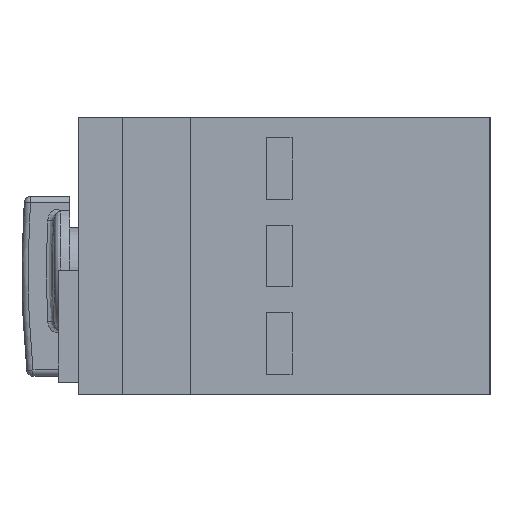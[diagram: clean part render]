
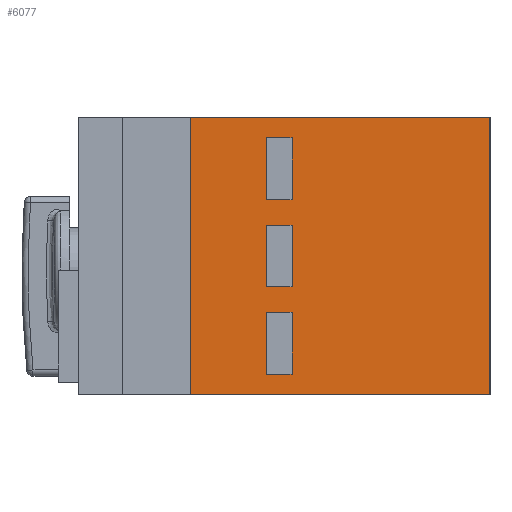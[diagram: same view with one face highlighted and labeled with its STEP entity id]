
A CAD part, left-side view. The second image highlights one B-rep face of the part: STEP entity #6077.
In plain terms, the highlighted planar face has unit normal (-1, 0, 0).
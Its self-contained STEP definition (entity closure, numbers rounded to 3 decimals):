
#4246=CARTESIAN_POINT('',(-44.95,27.45,-9.1));
#4247=VERTEX_POINT('',#4246);
#4255=CARTESIAN_POINT('',(-44.95,27.45,-19.1));
#4256=VERTEX_POINT('',#4255);
#4263=CARTESIAN_POINT('',(-44.95,27.45,-9.1));
#4264=DIRECTION('',(0.0,0.0,-1.0));
#4265=VECTOR('',#4264,10.);
#4266=LINE('',#4263,#4265);
#4267=EDGE_CURVE('',#4247,#4256,#4266,.T.);
#4279=CARTESIAN_POINT('',(-44.95,31.6,-19.1));
#4280=VERTEX_POINT('',#4279);
#4287=CARTESIAN_POINT('',(-44.95,27.45,-19.1));
#4288=DIRECTION('',(0.0,1.0,0.0));
#4289=VECTOR('',#4288,4.15);
#4290=LINE('',#4287,#4289);
#4291=EDGE_CURVE('',#4256,#4280,#4290,.T.);
#4303=CARTESIAN_POINT('',(-44.95,31.6,-9.1));
#4304=VERTEX_POINT('',#4303);
#4311=CARTESIAN_POINT('',(-44.95,31.6,-19.1));
#4312=DIRECTION('',(0.0,0.0,1.0));
#4313=VECTOR('',#4312,10.0);
#4314=LINE('',#4311,#4313);
#4315=EDGE_CURVE('',#4280,#4304,#4314,.T.);
#4331=CARTESIAN_POINT('',(-44.95,31.6,-9.1));
#4332=DIRECTION('',(0.0,-1.0,0.0));
#4333=VECTOR('',#4332,4.15);
#4334=LINE('',#4331,#4333);
#4335=EDGE_CURVE('',#4304,#4247,#4334,.T.);
#4413=CARTESIAN_POINT('',(-44.95,27.45,-5.0));
#4414=VERTEX_POINT('',#4413);
#4422=CARTESIAN_POINT('',(-44.95,31.6,-5.0));
#4423=VERTEX_POINT('',#4422);
#4430=CARTESIAN_POINT('',(-44.95,27.45,-5.0));
#4431=DIRECTION('',(0.0,1.0,0.0));
#4432=VECTOR('',#4431,4.15);
#4433=LINE('',#4430,#4432);
#4434=EDGE_CURVE('',#4414,#4423,#4433,.T.);
#4446=CARTESIAN_POINT('',(-44.95,31.6,5.0));
#4447=VERTEX_POINT('',#4446);
#4454=CARTESIAN_POINT('',(-44.95,31.6,-5.0));
#4455=DIRECTION('',(0.0,0.0,1.0));
#4456=VECTOR('',#4455,10.0);
#4457=LINE('',#4454,#4456);
#4458=EDGE_CURVE('',#4423,#4447,#4457,.T.);
#4473=CARTESIAN_POINT('',(-44.95,27.45,5.0));
#4474=VERTEX_POINT('',#4473);
#4481=CARTESIAN_POINT('',(-44.95,31.6,5.0));
#4482=DIRECTION('',(0.0,-1.0,0.0));
#4483=VECTOR('',#4482,4.15);
#4484=LINE('',#4481,#4483);
#4485=EDGE_CURVE('',#4447,#4474,#4484,.T.);
#4498=CARTESIAN_POINT('',(-44.95,27.45,5.0));
#4499=DIRECTION('',(0.0,0.0,-1.0));
#4500=VECTOR('',#4499,10.0);
#4501=LINE('',#4498,#4500);
#4502=EDGE_CURVE('',#4474,#4414,#4501,.T.);
#4580=CARTESIAN_POINT('',(-44.95,27.45,9.1));
#4581=VERTEX_POINT('',#4580);
#4589=CARTESIAN_POINT('',(-44.95,31.6,9.1));
#4590=VERTEX_POINT('',#4589);
#4597=CARTESIAN_POINT('',(-44.95,27.45,9.1));
#4598=DIRECTION('',(0.0,1.0,0.0));
#4599=VECTOR('',#4598,4.15);
#4600=LINE('',#4597,#4599);
#4601=EDGE_CURVE('',#4581,#4590,#4600,.T.);
#4613=CARTESIAN_POINT('',(-44.95,31.6,19.1));
#4614=VERTEX_POINT('',#4613);
#4621=CARTESIAN_POINT('',(-44.95,31.6,9.1));
#4622=DIRECTION('',(0.0,0.0,1.0));
#4623=VECTOR('',#4622,10.);
#4624=LINE('',#4621,#4623);
#4625=EDGE_CURVE('',#4590,#4614,#4624,.T.);
#4640=CARTESIAN_POINT('',(-44.95,27.45,19.1));
#4641=VERTEX_POINT('',#4640);
#4648=CARTESIAN_POINT('',(-44.95,31.6,19.1));
#4649=DIRECTION('',(0.0,-1.0,0.0));
#4650=VECTOR('',#4649,4.15);
#4651=LINE('',#4648,#4650);
#4652=EDGE_CURVE('',#4614,#4641,#4651,.T.);
#4665=CARTESIAN_POINT('',(-44.95,27.45,19.1));
#4666=DIRECTION('',(0.0,0.0,-1.0));
#4667=VECTOR('',#4666,10.0);
#4668=LINE('',#4665,#4667);
#4669=EDGE_CURVE('',#4641,#4581,#4668,.T.);
#6003=CARTESIAN_POINT('',(-44.95,-4.5,-22.35));
#6004=VERTEX_POINT('',#6003);
#6012=CARTESIAN_POINT('',(-44.95,-4.5,22.35));
#6013=VERTEX_POINT('',#6012);
#6020=CARTESIAN_POINT('',(-44.95,-4.5,-22.35));
#6021=DIRECTION('',(0.0,0.0,1.0));
#6022=VECTOR('',#6021,44.7);
#6023=LINE('',#6020,#6022);
#6024=EDGE_CURVE('',#6004,#6013,#6023,.T.);
#6029=CARTESIAN_POINT('',(-44.95,19.675,-22.35));
#6030=DIRECTION('',(-1.0,0.0,0.0));
#6031=DIRECTION('',(0.0,0.0,1.0));
#6032=AXIS2_PLACEMENT_3D('',#6029,#6030,#6031);
#6033=PLANE('',#6032);
#6034=CARTESIAN_POINT('',(-44.95,43.85,-22.35));
#6035=VERTEX_POINT('',#6034);
#6036=CARTESIAN_POINT('',(-44.95,43.85,-22.35));
#6037=DIRECTION('',(0.0,-1.0,0.0));
#6038=VECTOR('',#6037,48.35);
#6039=LINE('',#6036,#6038);
#6040=EDGE_CURVE('',#6035,#6004,#6039,.T.);
#6041=ORIENTED_EDGE('',*,*,#6040,.T.);
#6042=ORIENTED_EDGE('',*,*,#6024,.T.);
#6043=CARTESIAN_POINT('',(-44.95,43.85,22.35));
#6044=VERTEX_POINT('',#6043);
#6045=CARTESIAN_POINT('',(-44.95,-4.5,22.35));
#6046=DIRECTION('',(0.0,1.0,0.0));
#6047=VECTOR('',#6046,48.35);
#6048=LINE('',#6045,#6047);
#6049=EDGE_CURVE('',#6013,#6044,#6048,.T.);
#6050=ORIENTED_EDGE('',*,*,#6049,.T.);
#6051=CARTESIAN_POINT('',(-44.95,43.85,-22.35));
#6052=DIRECTION('',(0.0,0.0,1.0));
#6053=VECTOR('',#6052,44.7);
#6054=LINE('',#6051,#6053);
#6055=EDGE_CURVE('',#6035,#6044,#6054,.T.);
#6056=ORIENTED_EDGE('',*,*,#6055,.F.);
#6057=EDGE_LOOP('',(#6041,#6042,#6050,#6056));
#6058=FACE_OUTER_BOUND('',#6057,.T.);
#6059=ORIENTED_EDGE('',*,*,#4669,.T.);
#6060=ORIENTED_EDGE('',*,*,#4601,.T.);
#6061=ORIENTED_EDGE('',*,*,#4625,.T.);
#6062=ORIENTED_EDGE('',*,*,#4652,.T.);
#6063=EDGE_LOOP('',(#6059,#6060,#6061,#6062));
#6064=FACE_BOUND('',#6063,.T.);
#6065=ORIENTED_EDGE('',*,*,#4502,.T.);
#6066=ORIENTED_EDGE('',*,*,#4434,.T.);
#6067=ORIENTED_EDGE('',*,*,#4458,.T.);
#6068=ORIENTED_EDGE('',*,*,#4485,.T.);
#6069=EDGE_LOOP('',(#6065,#6066,#6067,#6068));
#6070=FACE_BOUND('',#6069,.T.);
#6071=ORIENTED_EDGE('',*,*,#4335,.T.);
#6072=ORIENTED_EDGE('',*,*,#4267,.T.);
#6073=ORIENTED_EDGE('',*,*,#4291,.T.);
#6074=ORIENTED_EDGE('',*,*,#4315,.T.);
#6075=EDGE_LOOP('',(#6071,#6072,#6073,#6074));
#6076=FACE_BOUND('',#6075,.T.);
#6077=ADVANCED_FACE('',(#6058,#6064,#6070,#6076),#6033,.T.);
